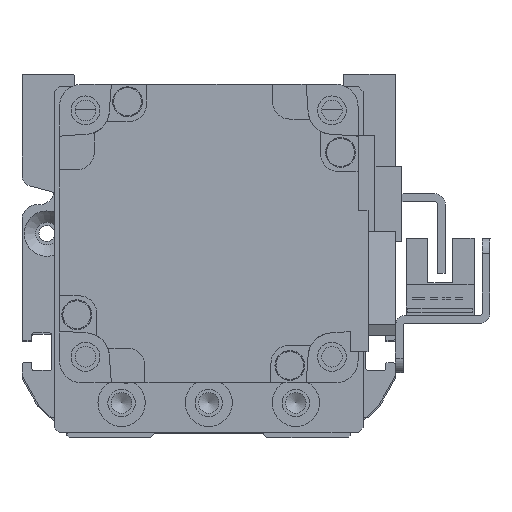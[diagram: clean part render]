
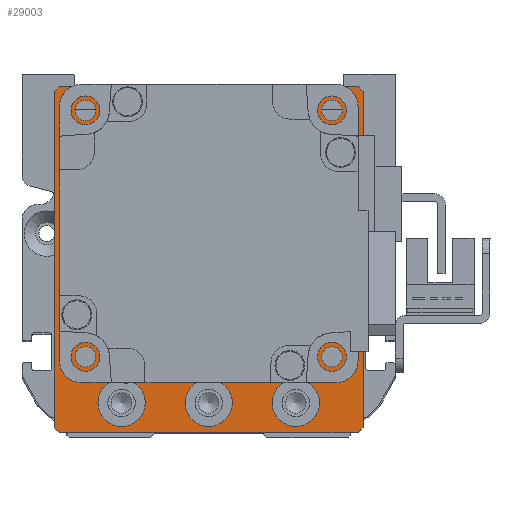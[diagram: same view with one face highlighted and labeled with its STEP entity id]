
A CAD part, left-side view. The second image highlights one B-rep face of the part: STEP entity #29003.
In plain terms, the highlighted face is planar.
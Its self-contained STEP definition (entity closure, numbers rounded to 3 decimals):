
#895=FACE_BOUND('',#5685,.T.);
#896=FACE_BOUND('',#5686,.T.);
#897=FACE_BOUND('',#5687,.T.);
#898=FACE_BOUND('',#5688,.T.);
#899=FACE_BOUND('',#5689,.T.);
#900=FACE_BOUND('',#5690,.T.);
#901=FACE_BOUND('',#5691,.T.);
#902=FACE_BOUND('',#5692,.T.);
#1640=PLANE('',#32571);
#3730=FACE_OUTER_BOUND('',#5684,.T.);
#5684=EDGE_LOOP('',(#26150,#26151,#26152,#26153,#26154,#26155,#26156,#26157));
#5685=EDGE_LOOP('',(#26158));
#5686=EDGE_LOOP('',(#26159));
#5687=EDGE_LOOP('',(#26160));
#5688=EDGE_LOOP('',(#26161));
#5689=EDGE_LOOP('',(#26162));
#5690=EDGE_LOOP('',(#26163));
#5691=EDGE_LOOP('',(#26164));
#5692=EDGE_LOOP('',(#26165));
#7972=LINE('',#50090,#10311);
#7975=LINE('',#50095,#10314);
#7977=LINE('',#50099,#10316);
#7979=LINE('',#50103,#10318);
#7981=LINE('',#50108,#10320);
#7983=LINE('',#50111,#10322);
#7984=LINE('',#50113,#10323);
#7985=LINE('',#50114,#10324);
#10311=VECTOR('',#40647,10.);
#10314=VECTOR('',#40652,10.);
#10316=VECTOR('',#40656,10.);
#10318=VECTOR('',#40660,10.);
#10320=VECTOR('',#40664,10.);
#10322=VECTOR('',#40668,10.);
#10323=VECTOR('',#40669,10.);
#10324=VECTOR('',#40670,10.);
#12173=CIRCLE('',#32572,25.);
#12174=CIRCLE('',#32573,2.067);
#12175=CIRCLE('',#32574,2.067);
#12176=CIRCLE('',#32575,2.067);
#12177=CIRCLE('',#32576,2.067);
#12178=CIRCLE('',#32577,4.75);
#12179=CIRCLE('',#32578,4.75);
#12180=CIRCLE('',#32579,4.75);
#14679=VERTEX_POINT('',#50087);
#14680=VERTEX_POINT('',#50089);
#14681=VERTEX_POINT('',#50093);
#14682=VERTEX_POINT('',#50097);
#14683=VERTEX_POINT('',#50101);
#14684=VERTEX_POINT('',#50105);
#14685=VERTEX_POINT('',#50107);
#14686=VERTEX_POINT('',#50112);
#14687=VERTEX_POINT('',#50115);
#14688=VERTEX_POINT('',#50117);
#14689=VERTEX_POINT('',#50119);
#14690=VERTEX_POINT('',#50121);
#14691=VERTEX_POINT('',#50123);
#14692=VERTEX_POINT('',#50125);
#14693=VERTEX_POINT('',#50127);
#14694=VERTEX_POINT('',#50129);
#18572=EDGE_CURVE('',#14679,#14680,#7972,.T.);
#18575=EDGE_CURVE('',#14679,#14681,#7975,.T.);
#18577=EDGE_CURVE('',#14682,#14681,#7977,.T.);
#18579=EDGE_CURVE('',#14682,#14683,#7979,.T.);
#18581=EDGE_CURVE('',#14684,#14685,#7981,.T.);
#18583=EDGE_CURVE('',#14684,#14680,#7983,.T.);
#18584=EDGE_CURVE('',#14686,#14683,#7984,.T.);
#18585=EDGE_CURVE('',#14686,#14685,#7985,.T.);
#18586=EDGE_CURVE('',#14687,#14687,#12173,.T.);
#18587=EDGE_CURVE('',#14688,#14688,#12174,.T.);
#18588=EDGE_CURVE('',#14689,#14689,#12175,.T.);
#18589=EDGE_CURVE('',#14690,#14690,#12176,.T.);
#18590=EDGE_CURVE('',#14691,#14691,#12177,.T.);
#18591=EDGE_CURVE('',#14692,#14692,#12178,.T.);
#18592=EDGE_CURVE('',#14693,#14693,#12179,.T.);
#18593=EDGE_CURVE('',#14694,#14694,#12180,.T.);
#26150=ORIENTED_EDGE('',*,*,#18581,.F.);
#26151=ORIENTED_EDGE('',*,*,#18583,.T.);
#26152=ORIENTED_EDGE('',*,*,#18572,.F.);
#26153=ORIENTED_EDGE('',*,*,#18575,.T.);
#26154=ORIENTED_EDGE('',*,*,#18577,.F.);
#26155=ORIENTED_EDGE('',*,*,#18579,.T.);
#26156=ORIENTED_EDGE('',*,*,#18584,.F.);
#26157=ORIENTED_EDGE('',*,*,#18585,.T.);
#26158=ORIENTED_EDGE('',*,*,#18586,.T.);
#26159=ORIENTED_EDGE('',*,*,#18587,.T.);
#26160=ORIENTED_EDGE('',*,*,#18588,.T.);
#26161=ORIENTED_EDGE('',*,*,#18589,.T.);
#26162=ORIENTED_EDGE('',*,*,#18590,.T.);
#26163=ORIENTED_EDGE('',*,*,#18591,.T.);
#26164=ORIENTED_EDGE('',*,*,#18592,.T.);
#26165=ORIENTED_EDGE('',*,*,#18593,.T.);
#29003=ADVANCED_FACE('',(#3730,#895,#896,#897,#898,#899,#900,#901,#902),
#1640,.T.);
#32571=AXIS2_PLACEMENT_3D('',#50110,#40666,#40667);
#32572=AXIS2_PLACEMENT_3D('',#50116,#40671,#40672);
#32573=AXIS2_PLACEMENT_3D('',#50118,#40673,#40674);
#32574=AXIS2_PLACEMENT_3D('',#50120,#40675,#40676);
#32575=AXIS2_PLACEMENT_3D('',#50122,#40677,#40678);
#32576=AXIS2_PLACEMENT_3D('',#50124,#40679,#40680);
#32577=AXIS2_PLACEMENT_3D('',#50126,#40681,#40682);
#32578=AXIS2_PLACEMENT_3D('',#50128,#40683,#40684);
#32579=AXIS2_PLACEMENT_3D('',#50130,#40685,#40686);
#40647=DIRECTION('',(-0.707,-0.707,0.));
#40652=DIRECTION('',(0.,1.,0.));
#40656=DIRECTION('',(0.707,-0.707,0.));
#40660=DIRECTION('',(-1.,0.,0.));
#40664=DIRECTION('',(-0.707,0.707,0.));
#40666=DIRECTION('center_axis',(0.,0.,1.));
#40667=DIRECTION('ref_axis',(1.,0.,0.));
#40668=DIRECTION('',(1.,0.,0.));
#40669=DIRECTION('',(0.707,0.707,0.));
#40670=DIRECTION('',(0.,-1.,0.));
#40671=DIRECTION('center_axis',(0.,0.,-1.));
#40672=DIRECTION('ref_axis',(1.,0.,0.));
#40673=DIRECTION('center_axis',(0.,0.,-1.));
#40674=DIRECTION('ref_axis',(1.,0.,0.));
#40675=DIRECTION('center_axis',(0.,0.,-1.));
#40676=DIRECTION('ref_axis',(1.,0.,0.));
#40677=DIRECTION('center_axis',(0.,0.,-1.));
#40678=DIRECTION('ref_axis',(1.,0.,0.));
#40679=DIRECTION('center_axis',(0.,0.,-1.));
#40680=DIRECTION('ref_axis',(1.,0.,0.));
#40681=DIRECTION('center_axis',(0.,0.,-1.));
#40682=DIRECTION('ref_axis',(1.,0.,0.));
#40683=DIRECTION('center_axis',(0.,0.,-1.));
#40684=DIRECTION('ref_axis',(1.,0.,0.));
#40685=DIRECTION('center_axis',(0.,0.,-1.));
#40686=DIRECTION('ref_axis',(1.,0.,0.));
#50087=CARTESIAN_POINT('',(31.,-33.75,59.));
#50089=CARTESIAN_POINT('',(30.,-34.75,59.));
#50090=CARTESIAN_POINT('',(31.438,-33.313,59.));
#50093=CARTESIAN_POINT('',(31.,33.75,59.));
#50095=CARTESIAN_POINT('',(31.,-34.75,59.));
#50097=CARTESIAN_POINT('',(30.,34.75,59.));
#50099=CARTESIAN_POINT('',(31.438,33.313,59.));
#50101=CARTESIAN_POINT('',(-30.,34.75,59.));
#50103=CARTESIAN_POINT('',(31.,34.75,59.));
#50105=CARTESIAN_POINT('',(-30.,-34.75,59.));
#50107=CARTESIAN_POINT('',(-31.,-33.75,59.));
#50108=CARTESIAN_POINT('',(-31.438,-33.313,59.));
#50110=CARTESIAN_POINT('Origin',(0.,0.,
59.));
#50111=CARTESIAN_POINT('',(-31.,-34.75,59.));
#50112=CARTESIAN_POINT('',(-31.,33.75,59.));
#50113=CARTESIAN_POINT('',(-31.438,33.313,59.));
#50114=CARTESIAN_POINT('',(-31.,34.75,59.));
#50115=CARTESIAN_POINT('',(-25.,5.25,59.));
#50116=CARTESIAN_POINT('Origin',(0.,5.25,59.));
#50117=CARTESIAN_POINT('',(22.682,-19.499,59.));
#50118=CARTESIAN_POINT('Origin',(24.749,-19.499,59.));
#50119=CARTESIAN_POINT('',(22.682,29.999,59.));
#50120=CARTESIAN_POINT('Origin',(24.749,29.999,59.));
#50121=CARTESIAN_POINT('',(-26.816,29.999,59.));
#50122=CARTESIAN_POINT('Origin',(-24.749,29.999,59.));
#50123=CARTESIAN_POINT('',(-26.816,-19.499,59.));
#50124=CARTESIAN_POINT('Origin',(-24.749,-19.499,59.));
#50125=CARTESIAN_POINT('',(12.75,-28.75,59.));
#50126=CARTESIAN_POINT('Origin',(17.5,-28.75,59.));
#50127=CARTESIAN_POINT('',(-4.75,-28.75,59.));
#50128=CARTESIAN_POINT('Origin',(0.,-28.75,59.));
#50129=CARTESIAN_POINT('',(-22.25,-28.75,59.));
#50130=CARTESIAN_POINT('Origin',(-17.5,-28.75,59.));
